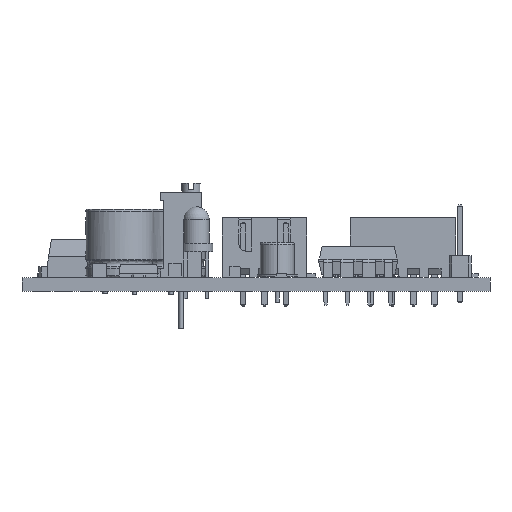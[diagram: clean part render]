
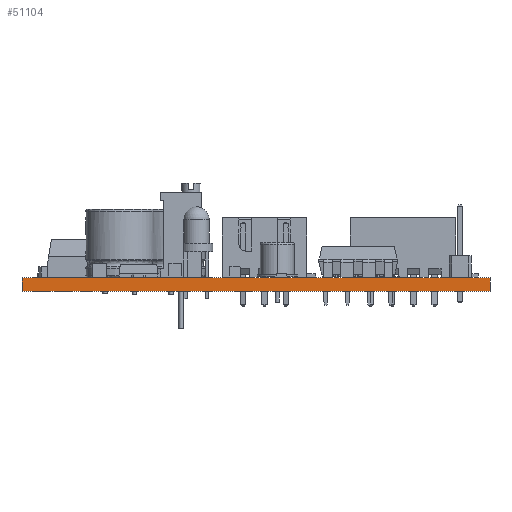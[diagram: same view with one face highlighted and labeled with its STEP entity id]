
A CAD part, front view. The second image highlights one B-rep face of the part: STEP entity #51104.
In plain terms, the highlighted planar face has unit normal (0, -1, 0).
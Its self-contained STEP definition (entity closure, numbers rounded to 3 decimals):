
#49534 = VERTEX_POINT('',#49535);
#49535 = CARTESIAN_POINT('',(154.,-121.5,1.6));
#49541 = EDGE_CURVE('',#49542,#49534,#49544,.T.);
#49542 = VERTEX_POINT('',#49543);
#49543 = CARTESIAN_POINT('',(154.,-121.5,0.));
#49544 = LINE('',#49545,#49546);
#49545 = CARTESIAN_POINT('',(154.,-121.5,0.));
#49546 = VECTOR('',#49547,1.);
#49547 = DIRECTION('',(0.,0.,1.));
#49565 = EDGE_CURVE('',#49542,#49566,#49568,.T.);
#49566 = VERTEX_POINT('',#49567);
#49567 = CARTESIAN_POINT('',(99.,-121.5,0.));
#49568 = LINE('',#49569,#49570);
#49569 = CARTESIAN_POINT('',(154.,-121.5,0.));
#49570 = VECTOR('',#49571,1.);
#49571 = DIRECTION('',(-1.,0.,0.));
#50329 = EDGE_CURVE('',#49534,#50330,#50332,.T.);
#50330 = VERTEX_POINT('',#50331);
#50331 = CARTESIAN_POINT('',(99.,-121.5,1.6));
#50332 = LINE('',#50333,#50334);
#50333 = CARTESIAN_POINT('',(154.,-121.5,1.6));
#50334 = VECTOR('',#50335,1.);
#50335 = DIRECTION('',(-1.,0.,0.));
#51104 = ADVANCED_FACE('',(#51105),#51116,.T.);
#51105 = FACE_BOUND('',#51106,.T.);
#51106 = EDGE_LOOP('',(#51107,#51108,#51109,#51115));
#51107 = ORIENTED_EDGE('',*,*,#49541,.T.);
#51108 = ORIENTED_EDGE('',*,*,#50329,.T.);
#51109 = ORIENTED_EDGE('',*,*,#51110,.F.);
#51110 = EDGE_CURVE('',#49566,#50330,#51111,.T.);
#51111 = LINE('',#51112,#51113);
#51112 = CARTESIAN_POINT('',(99.,-121.5,0.));
#51113 = VECTOR('',#51114,1.);
#51114 = DIRECTION('',(0.,0.,1.));
#51115 = ORIENTED_EDGE('',*,*,#49565,.F.);
#51116 = PLANE('',#51117);
#51117 = AXIS2_PLACEMENT_3D('',#51118,#51119,#51120);
#51118 = CARTESIAN_POINT('',(154.,-121.5,0.));
#51119 = DIRECTION('',(0.,-1.,0.));
#51120 = DIRECTION('',(-1.,0.,0.));
